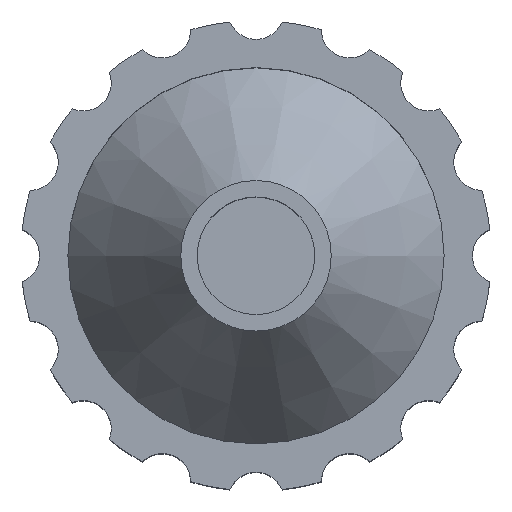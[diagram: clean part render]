
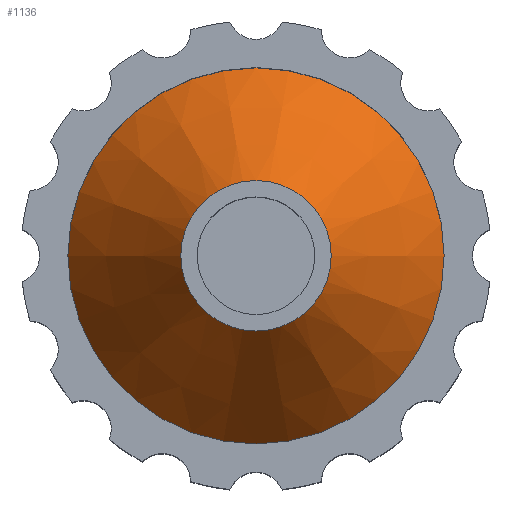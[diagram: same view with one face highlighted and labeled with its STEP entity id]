
A CAD part, top view. The second image highlights one B-rep face of the part: STEP entity #1136.
In plain terms, the highlighted conical face has half-angle 35 degrees and reference radius 7 mm.
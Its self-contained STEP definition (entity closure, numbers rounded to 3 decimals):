
#91=LINE('',#1919,#130);
#130=VECTOR('',#1508,7.);
#168=CONICAL_SURFACE('',#1267,7.,0.611);
#177=FACE_OUTER_BOUND('',#256,.T.);
#256=EDGE_LOOP('',(#781,#782,#783,#784));
#337=CIRCLE('',#1233,10.);
#370=CIRCLE('',#1268,4.);
#447=VERTEX_POINT('',#1848);
#480=VERTEX_POINT('',#1917);
#559=EDGE_CURVE('',#447,#447,#337,.T.);
#592=EDGE_CURVE('',#480,#480,#370,.T.);
#593=EDGE_CURVE('',#480,#447,#91,.T.);
#781=ORIENTED_EDGE('',*,*,#592,.T.);
#782=ORIENTED_EDGE('',*,*,#593,.T.);
#783=ORIENTED_EDGE('',*,*,#559,.T.);
#784=ORIENTED_EDGE('',*,*,#593,.F.);
#1136=ADVANCED_FACE('',(#177),#168,.T.);
#1233=AXIS2_PLACEMENT_3D('',#1850,#1436,#1437);
#1267=AXIS2_PLACEMENT_3D('',#1916,#1504,#1505);
#1268=AXIS2_PLACEMENT_3D('',#1918,#1506,#1507);
#1436=DIRECTION('center_axis',(0.,0.,1.));
#1437=DIRECTION('ref_axis',(-1.,0.,0.));
#1504=DIRECTION('center_axis',(0.,0.,-1.));
#1505=DIRECTION('ref_axis',(-1.,0.,0.));
#1506=DIRECTION('center_axis',(0.,0.,-1.));
#1507=DIRECTION('ref_axis',(-1.,0.,0.));
#1508=DIRECTION('',(0.574,0.,-0.819));
#1848=CARTESIAN_POINT('',(10.,0.,7.431));
#1850=CARTESIAN_POINT('Origin',(0.,0.,7.431));
#1916=CARTESIAN_POINT('Origin',(0.,0.,11.716));
#1917=CARTESIAN_POINT('',(4.,0.,16.));
#1918=CARTESIAN_POINT('Origin',(0.,0.,16.));
#1919=CARTESIAN_POINT('',(7.,0.,11.716));
